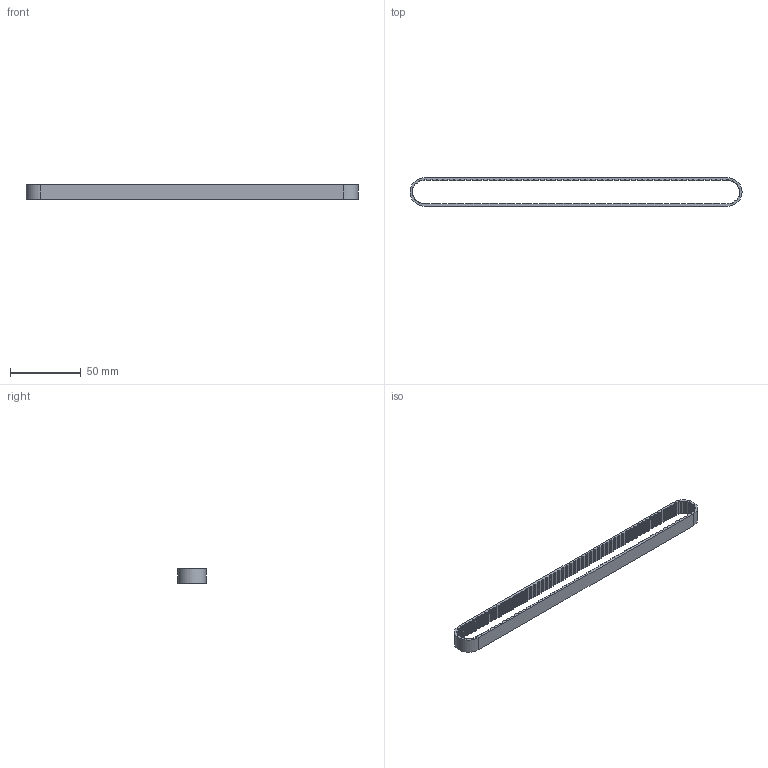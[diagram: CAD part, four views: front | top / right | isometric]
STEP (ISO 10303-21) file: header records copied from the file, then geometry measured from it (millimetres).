
FILE_DESCRIPTION(/* description */ (''),/* implementation_level */ '2;1');
FILE_NAME(/* name */ 'Correa_ipt_2ec88a21.STEP',/* time_stamp */ '2022-01-24T18:51:08-05:00',/* author */ ('Yeison'),/* organization */ (''),/* preprocessor_version */ 'ST-DEVELOPER v18.1',/* originating_system */ 'Autodesk Inventor 2021',/* authorisation */ '');
FILE_SCHEMA (('AUTOMOTIVE_DESIGN { 1 0 10303 214 3 1 1 }'));
Length unit declared in the file: millimetre
Products named in the file (1): Correa
Bounding box: 235 x 20 x 10.5 mm (x, y, z)
Volume: 9232.1 mm3; surface area: 12461.2 mm2
Topology: 1 solids, 1 shells, 728 faces, 2178 edges, 1452 vertices
Faces by surface type: plane 472, cylinder 256
Entity records: 25267 total; most frequent: CARTESIAN_POINT 4359, ORIENTED_EDGE 4356, DIRECTION 4148, EDGE_CURVE 2178, LINE 1666, VECTOR 1666, VERTEX_POINT 1452, AXIS2_PLACEMENT_3D 1241
